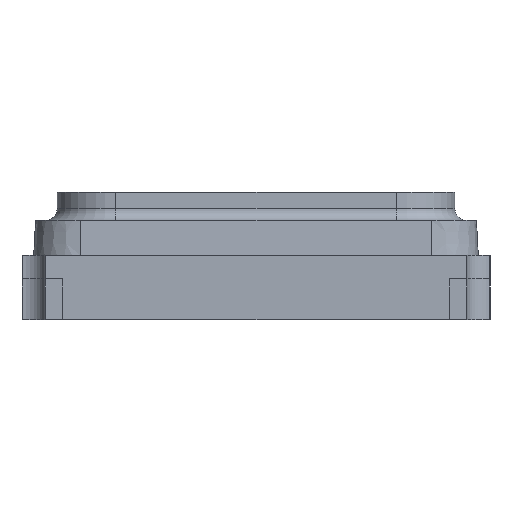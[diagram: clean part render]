
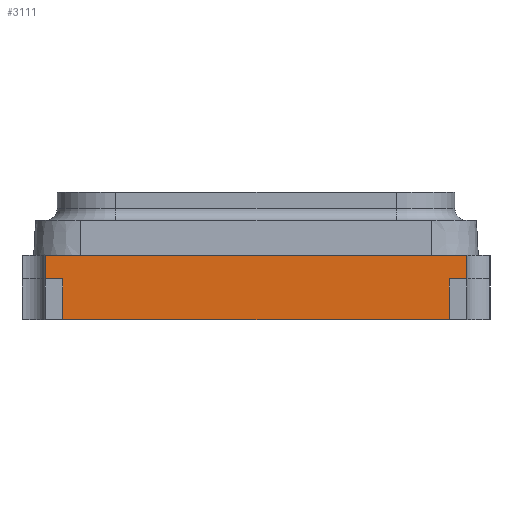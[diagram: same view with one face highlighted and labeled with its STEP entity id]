
A CAD part, left-side view. The second image highlights one B-rep face of the part: STEP entity #3111.
In plain terms, the highlighted planar face has unit normal (-1, 0, 0).
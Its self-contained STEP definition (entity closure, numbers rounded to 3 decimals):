
#285=ORIENTED_EDGE('',*,*,#1225,.T.);
#286=ORIENTED_EDGE('',*,*,#1186,.T.);
#287=ORIENTED_EDGE('',*,*,#1226,.F.);
#288=ORIENTED_EDGE('',*,*,#1227,.F.);
#289=ORIENTED_EDGE('',*,*,#1228,.F.);
#290=ORIENTED_EDGE('',*,*,#1229,.F.);
#291=ORIENTED_EDGE('',*,*,#1223,.T.);
#292=ORIENTED_EDGE('',*,*,#1230,.T.);
#1186=EDGE_CURVE('',#1657,#1658,#1969,.T.);
#1223=EDGE_CURVE('',#1693,#1692,#2005,.T.);
#1225=EDGE_CURVE('',#1694,#1657,#2006,.T.);
#1226=EDGE_CURVE('',#1695,#1658,#2007,.T.);
#1227=EDGE_CURVE('',#1696,#1695,#2008,.T.);
#1228=EDGE_CURVE('',#1697,#1696,#2009,.T.);
#1229=EDGE_CURVE('',#1693,#1697,#2010,.T.);
#1230=EDGE_CURVE('',#1692,#1694,#2011,.T.);
#1657=VERTEX_POINT('',#4993);
#1658=VERTEX_POINT('',#4994);
#1692=VERTEX_POINT('',#5066);
#1693=VERTEX_POINT('',#5068);
#1694=VERTEX_POINT('',#5072);
#1695=VERTEX_POINT('',#5074);
#1696=VERTEX_POINT('',#5076);
#1697=VERTEX_POINT('',#5078);
#1969=LINE('',#4992,#2272);
#2005=LINE('',#5067,#2308);
#2006=LINE('',#5071,#2309);
#2007=LINE('',#5073,#2310);
#2008=LINE('',#5075,#2311);
#2009=LINE('',#5077,#2312);
#2010=LINE('',#5079,#2313);
#2011=LINE('',#5080,#2314);
#2272=VECTOR('',#4261,1000.);
#2308=VECTOR('',#4303,1000.);
#2309=VECTOR('',#4308,1000.);
#2310=VECTOR('',#4309,1000.);
#2311=VECTOR('',#4310,1000.);
#2312=VECTOR('',#4311,1000.);
#2313=VECTOR('',#4312,1000.);
#2314=VECTOR('',#4313,1000.);
#2578=EDGE_LOOP('',(#285,#286,#287,#288,#289,#290,#291,#292));
#2773=FACE_BOUND('',#2578,.T.);
#2967=PLANE('',#4048);
#3111=ADVANCED_FACE('',(#2773),#2967,.F.);
#4048=AXIS2_PLACEMENT_3D('',#5070,#4306,#4307);
#4261=DIRECTION('',(0.,-1.,0.));
#4303=DIRECTION('',(0.,0.,-1.));
#4306=DIRECTION('',(1.,0.,0.));
#4307=DIRECTION('',(0.,0.,-1.));
#4308=DIRECTION('',(0.,0.,-1.));
#4309=DIRECTION('',(0.,0.,-1.));
#4310=DIRECTION('',(0.,1.,0.));
#4311=DIRECTION('',(0.,0.,-1.));
#4312=DIRECTION('',(0.,-1.,0.));
#4313=DIRECTION('',(0.,-1.,0.));
#4992=CARTESIAN_POINT('',(-1.25,0.9,0.));
#4993=CARTESIAN_POINT('',(-1.25,0.825,0.));
#4994=CARTESIAN_POINT('',(-1.25,-0.825,0.));
#5066=CARTESIAN_POINT('',(-1.25,0.9,0.175));
#5067=CARTESIAN_POINT('',(-1.25,0.9,0.275));
#5068=CARTESIAN_POINT('',(-1.25,0.9,0.275));
#5070=CARTESIAN_POINT('',(-1.25,0.9,0.275));
#5071=CARTESIAN_POINT('',(-1.25,0.825,0.175));
#5072=CARTESIAN_POINT('',(-1.25,0.825,0.175));
#5073=CARTESIAN_POINT('',(-1.25,-0.825,0.175));
#5074=CARTESIAN_POINT('',(-1.25,-0.825,0.175));
#5075=CARTESIAN_POINT('',(-1.25,-0.825,0.175));
#5076=CARTESIAN_POINT('',(-1.25,-0.9,0.175));
#5077=CARTESIAN_POINT('',(-1.25,-0.9,0.275));
#5078=CARTESIAN_POINT('',(-1.25,-0.9,0.275));
#5079=CARTESIAN_POINT('',(-1.25,0.9,0.275));
#5080=CARTESIAN_POINT('',(-1.25,0.825,0.175));
